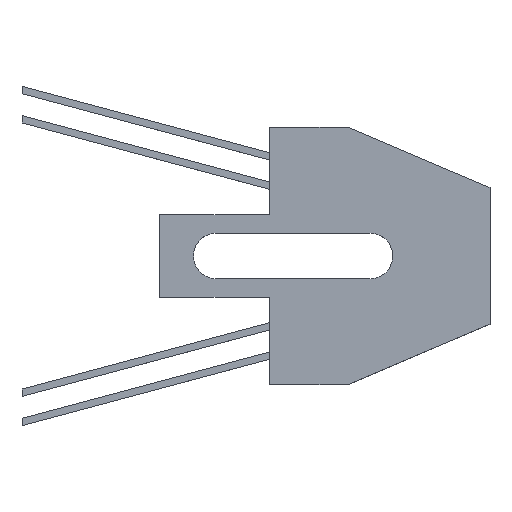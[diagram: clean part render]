
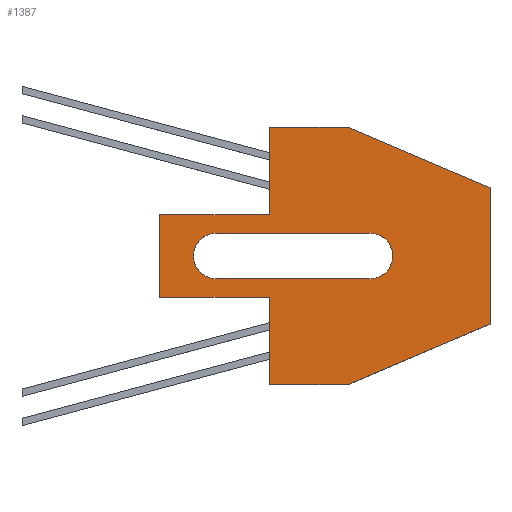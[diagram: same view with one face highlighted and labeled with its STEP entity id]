
A CAD part, top view. The second image highlights one B-rep face of the part: STEP entity #1387.
In plain terms, the highlighted planar face has unit normal (0, 0, 1).
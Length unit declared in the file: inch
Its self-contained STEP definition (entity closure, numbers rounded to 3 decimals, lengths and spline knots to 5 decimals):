
#881=CARTESIAN_POINT('',(0.,0.0625,0.105));
#882=VERTEX_POINT('',#881);
#889=CARTESIAN_POINT('',(-0.42,0.0625,0.105));
#890=VERTEX_POINT('',#889);
#891=CARTESIAN_POINT('',(-0.42,0.0625,0.105));
#892=DIRECTION('',(1.0,0.0,0.0));
#893=VECTOR('',#892,0.42);
#894=LINE('',#891,#893);
#895=EDGE_CURVE('',#890,#882,#894,.T.);
#921=CARTESIAN_POINT('',(-0.42,-0.0625,0.105));
#922=VERTEX_POINT('',#921);
#923=CARTESIAN_POINT('',(-0.42,0.0,0.105));
#924=DIRECTION('',(0.0,0.0,-1.0));
#925=DIRECTION('',(0.0,1.0,0.0));
#926=AXIS2_PLACEMENT_3D('',#923,#924,#925);
#927=CIRCLE('',#926,0.0625);
#928=EDGE_CURVE('',#922,#890,#927,.T.);
#953=CARTESIAN_POINT('',(0.0,-0.0625,0.105));
#954=VERTEX_POINT('',#953);
#955=CARTESIAN_POINT('',(0.0,-0.0625,0.105));
#956=DIRECTION('',(-1.0,0.0,0.0));
#957=VECTOR('',#956,0.42);
#958=LINE('',#955,#957);
#959=EDGE_CURVE('',#954,#922,#958,.T.);
#983=CARTESIAN_POINT('',(0.0,0.0,0.105));
#984=DIRECTION('',(0.0,0.0,-1.0));
#985=DIRECTION('',(0.0,-1.0,0.0));
#986=AXIS2_PLACEMENT_3D('',#983,#984,#985);
#987=CIRCLE('',#986,0.0625);
#988=EDGE_CURVE('',#882,#954,#987,.T.);
#1093=CARTESIAN_POINT('',(-0.275,0.3515,0.105));
#1094=VERTEX_POINT('',#1093);
#1095=CARTESIAN_POINT('',(-0.05916,0.3515,0.105));
#1096=VERTEX_POINT('',#1095);
#1097=CARTESIAN_POINT('',(-0.275,0.3515,0.105));
#1098=DIRECTION('',(1.0,0.0,0.0));
#1099=VECTOR('',#1098,0.21584);
#1100=LINE('',#1097,#1099);
#1101=EDGE_CURVE('',#1094,#1096,#1100,.T.);
#1124=CARTESIAN_POINT('',(0.328,0.1865,0.105));
#1125=VERTEX_POINT('',#1124);
#1126=CARTESIAN_POINT('',(-0.05916,0.3515,0.105));
#1127=DIRECTION('',(0.92,-0.392,0.0));
#1128=VECTOR('',#1127,0.42085);
#1129=LINE('',#1126,#1128);
#1130=EDGE_CURVE('',#1096,#1125,#1129,.T.);
#1148=CARTESIAN_POINT('',(0.328,-0.1865,0.105));
#1149=VERTEX_POINT('',#1148);
#1150=CARTESIAN_POINT('',(0.328,0.1865,0.105));
#1151=DIRECTION('',(0.0,-1.0,0.0));
#1152=VECTOR('',#1151,0.373);
#1153=LINE('',#1150,#1152);
#1154=EDGE_CURVE('',#1125,#1149,#1153,.T.);
#1184=CARTESIAN_POINT('',(-0.05916,-0.3515,0.105));
#1185=VERTEX_POINT('',#1184);
#1186=CARTESIAN_POINT('',(0.328,-0.1865,0.105));
#1187=DIRECTION('',(-0.92,-0.392,0.0));
#1188=VECTOR('',#1187,0.42085);
#1189=LINE('',#1186,#1188);
#1190=EDGE_CURVE('',#1149,#1185,#1189,.T.);
#1208=CARTESIAN_POINT('',(-0.275,-0.3515,0.105));
#1209=VERTEX_POINT('',#1208);
#1210=CARTESIAN_POINT('',(-0.05916,-0.3515,0.105));
#1211=DIRECTION('',(-1.0,0.0,0.0));
#1212=VECTOR('',#1211,0.21584);
#1213=LINE('',#1210,#1212);
#1214=EDGE_CURVE('',#1185,#1209,#1213,.T.);
#1232=CARTESIAN_POINT('',(-0.275,-0.113,0.105));
#1233=VERTEX_POINT('',#1232);
#1234=CARTESIAN_POINT('',(-0.275,-0.3515,0.105));
#1235=DIRECTION('',(0.0,1.0,0.0));
#1236=VECTOR('',#1235,0.2385);
#1237=LINE('',#1234,#1236);
#1238=EDGE_CURVE('',#1209,#1233,#1237,.T.);
#1268=CARTESIAN_POINT('',(-0.575,-0.113,0.105));
#1269=VERTEX_POINT('',#1268);
#1270=CARTESIAN_POINT('',(-0.275,-0.113,0.105));
#1271=DIRECTION('',(-1.0,0.0,0.0));
#1272=VECTOR('',#1271,0.3);
#1273=LINE('',#1270,#1272);
#1274=EDGE_CURVE('',#1233,#1269,#1273,.T.);
#1292=CARTESIAN_POINT('',(-0.575,0.113,0.105));
#1293=VERTEX_POINT('',#1292);
#1294=CARTESIAN_POINT('',(-0.575,-0.113,0.105));
#1295=DIRECTION('',(0.0,1.0,0.0));
#1296=VECTOR('',#1295,0.226);
#1297=LINE('',#1294,#1296);
#1298=EDGE_CURVE('',#1269,#1293,#1297,.T.);
#1316=CARTESIAN_POINT('',(-0.275,0.113,0.105));
#1317=VERTEX_POINT('',#1316);
#1318=CARTESIAN_POINT('',(-0.575,0.113,0.105));
#1319=DIRECTION('',(1.0,0.0,0.0));
#1320=VECTOR('',#1319,0.3);
#1321=LINE('',#1318,#1320);
#1322=EDGE_CURVE('',#1293,#1317,#1321,.T.);
#1340=CARTESIAN_POINT('',(-0.275,0.113,0.105));
#1341=DIRECTION('',(0.0,1.0,0.0));
#1342=VECTOR('',#1341,0.2385);
#1343=LINE('',#1340,#1342);
#1344=EDGE_CURVE('',#1317,#1094,#1343,.T.);
#1364=CARTESIAN_POINT('',(-0.11961,0.,0.105));
#1365=DIRECTION('',(0.0,0.0,1.0));
#1366=DIRECTION('',(1.0,0.0,0.0));
#1367=AXIS2_PLACEMENT_3D('',#1364,#1365,#1366);
#1368=PLANE('',#1367);
#1369=ORIENTED_EDGE('',*,*,#1101,.F.);
#1370=ORIENTED_EDGE('',*,*,#1344,.F.);
#1371=ORIENTED_EDGE('',*,*,#1322,.F.);
#1372=ORIENTED_EDGE('',*,*,#1298,.F.);
#1373=ORIENTED_EDGE('',*,*,#1274,.F.);
#1374=ORIENTED_EDGE('',*,*,#1238,.F.);
#1375=ORIENTED_EDGE('',*,*,#1214,.F.);
#1376=ORIENTED_EDGE('',*,*,#1190,.F.);
#1377=ORIENTED_EDGE('',*,*,#1154,.F.);
#1378=ORIENTED_EDGE('',*,*,#1130,.F.);
#1379=EDGE_LOOP('',(#1369,#1370,#1371,#1372,#1373,#1374,#1375,#1376,#1377,#1378));
#1380=FACE_OUTER_BOUND('',#1379,.T.);
#1381=ORIENTED_EDGE('',*,*,#959,.T.);
#1382=ORIENTED_EDGE('',*,*,#928,.T.);
#1383=ORIENTED_EDGE('',*,*,#895,.T.);
#1384=ORIENTED_EDGE('',*,*,#988,.T.);
#1385=EDGE_LOOP('',(#1381,#1382,#1383,#1384));
#1386=FACE_BOUND('',#1385,.T.);
#1387=ADVANCED_FACE('',(#1380,#1386),#1368,.T.);
